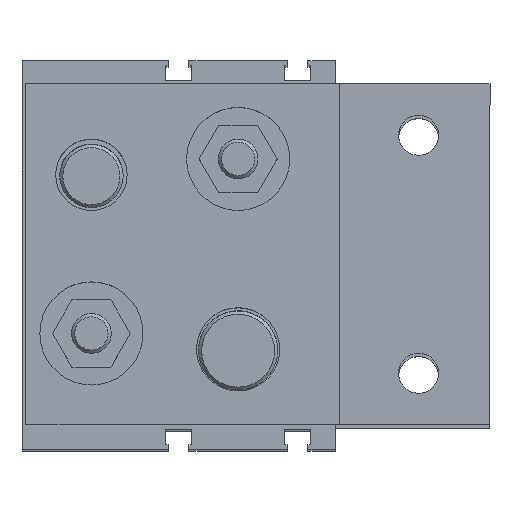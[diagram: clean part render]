
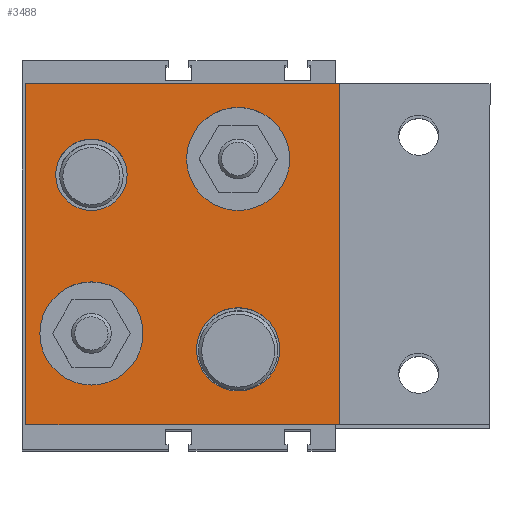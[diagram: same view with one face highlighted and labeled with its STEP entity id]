
A CAD part, top view. The second image highlights one B-rep face of the part: STEP entity #3488.
In plain terms, the highlighted face is planar.
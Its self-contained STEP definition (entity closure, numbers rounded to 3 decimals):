
#2447=CARTESIAN_POINT('',(-14.,63.5,29.5));
#2448=VERTEX_POINT('',#2447);
#2449=CARTESIAN_POINT('',(-14.,63.5,19.));
#2450=DIRECTION('',(1.0,0.0,0.0));
#2451=DIRECTION('',(0.0,0.0,1.0));
#2452=AXIS2_PLACEMENT_3D('',#2449,#2450,#2451);
#2453=CIRCLE('',#2452,10.5);
#2454=EDGE_CURVE('',#2448,#2448,#2453,.T.);
#3179=CARTESIAN_POINT('',(-14.,100.5,36.));
#3180=VERTEX_POINT('',#3179);
#3181=CARTESIAN_POINT('',(-14.,100.5,23.));
#3182=DIRECTION('',(1.0,0.0,0.0));
#3183=DIRECTION('',(0.0,0.0,1.0));
#3184=AXIS2_PLACEMENT_3D('',#3181,#3182,#3183);
#3185=CIRCLE('',#3184,13.0);
#3186=EDGE_CURVE('',#3180,#3180,#3185,.T.);
#3224=CARTESIAN_POINT('',(-14.,63.5,80.));
#3225=VERTEX_POINT('',#3224);
#3226=CARTESIAN_POINT('',(-14.,63.5,67.0));
#3227=DIRECTION('',(1.0,0.0,0.0));
#3228=DIRECTION('',(0.0,0.0,1.0));
#3229=AXIS2_PLACEMENT_3D('',#3226,#3227,#3228);
#3230=CIRCLE('',#3229,13.0);
#3231=EDGE_CURVE('',#3225,#3225,#3230,.T.);
#3255=CARTESIAN_POINT('',(-14.,100.5,72.));
#3256=VERTEX_POINT('',#3255);
#3257=CARTESIAN_POINT('',(-14.,100.5,63.));
#3258=DIRECTION('',(1.0,0.0,0.0));
#3259=DIRECTION('',(0.0,0.0,1.0));
#3260=AXIS2_PLACEMENT_3D('',#3257,#3258,#3259);
#3261=CIRCLE('',#3260,9.0);
#3262=EDGE_CURVE('',#3256,#3256,#3261,.T.);
#3272=CARTESIAN_POINT('',(-14.,117.,86.0));
#3273=VERTEX_POINT('',#3272);
#3290=CARTESIAN_POINT('',(-14.,117.,0.0));
#3291=VERTEX_POINT('',#3290);
#3298=CARTESIAN_POINT('',(-14.,117.,0.0));
#3299=DIRECTION('',(0.0,0.0,1.0));
#3300=VECTOR('',#3299,86.0);
#3301=LINE('',#3298,#3300);
#3302=EDGE_CURVE('',#3291,#3273,#3301,.T.);
#3429=CARTESIAN_POINT('',(-14.,38.,86.0));
#3430=VERTEX_POINT('',#3429);
#3437=CARTESIAN_POINT('',(-14.,38.,0.0));
#3438=VERTEX_POINT('',#3437);
#3439=CARTESIAN_POINT('',(-14.,38.,0.0));
#3440=DIRECTION('',(0.0,0.0,1.0));
#3441=VECTOR('',#3440,86.0);
#3442=LINE('',#3439,#3441);
#3443=EDGE_CURVE('',#3438,#3430,#3442,.T.);
#3455=CARTESIAN_POINT('',(-14.,38.,0.0));
#3456=DIRECTION('',(-1.0,0.0,0.0));
#3457=DIRECTION('',(0.0,0.0,1.0));
#3458=AXIS2_PLACEMENT_3D('',#3455,#3456,#3457);
#3459=PLANE('',#3458);
#3460=CARTESIAN_POINT('',(-14.,38.,86.0));
#3461=DIRECTION('',(0.0,1.0,0.0));
#3462=VECTOR('',#3461,79.0);
#3463=LINE('',#3460,#3462);
#3464=EDGE_CURVE('',#3430,#3273,#3463,.T.);
#3465=ORIENTED_EDGE('',*,*,#3464,.T.);
#3466=ORIENTED_EDGE('',*,*,#3302,.F.);
#3467=CARTESIAN_POINT('',(-14.,117.,0.0));
#3468=DIRECTION('',(0.0,-1.0,0.0));
#3469=VECTOR('',#3468,79.0);
#3470=LINE('',#3467,#3469);
#3471=EDGE_CURVE('',#3291,#3438,#3470,.T.);
#3472=ORIENTED_EDGE('',*,*,#3471,.T.);
#3473=ORIENTED_EDGE('',*,*,#3443,.T.);
#3474=EDGE_LOOP('',(#3465,#3466,#3472,#3473));
#3475=FACE_OUTER_BOUND('',#3474,.T.);
#3476=ORIENTED_EDGE('',*,*,#2454,.T.);
#3477=EDGE_LOOP('',(#3476));
#3478=FACE_BOUND('',#3477,.T.);
#3479=ORIENTED_EDGE('',*,*,#3186,.T.);
#3480=EDGE_LOOP('',(#3479));
#3481=FACE_BOUND('',#3480,.T.);
#3482=ORIENTED_EDGE('',*,*,#3231,.T.);
#3483=EDGE_LOOP('',(#3482));
#3484=FACE_BOUND('',#3483,.T.);
#3485=ORIENTED_EDGE('',*,*,#3262,.T.);
#3486=EDGE_LOOP('',(#3485));
#3487=FACE_BOUND('',#3486,.T.);
#3488=ADVANCED_FACE('',(#3475,#3478,#3481,#3484,#3487),#3459,.T.);
